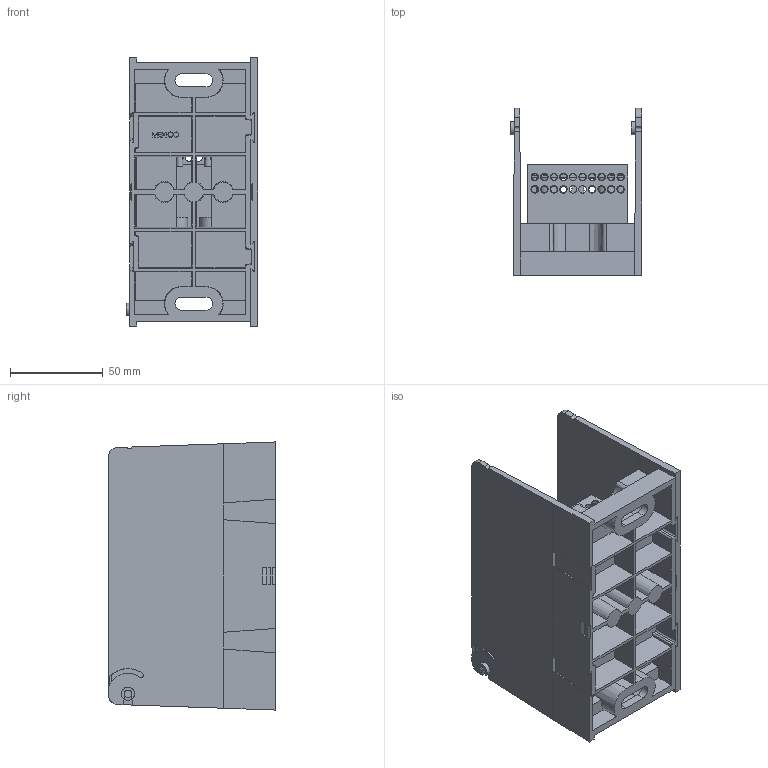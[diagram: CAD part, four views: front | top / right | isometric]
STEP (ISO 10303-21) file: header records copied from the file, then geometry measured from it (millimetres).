
FILE_DESCRIPTION (( 'STEP AP214' ), '1' );
FILE_NAME ('702020revA-1P.STEP', '2017-05-03T14:38:45', ( '' ), ( '' ), 'SwSTEP 2.0', 'SolidWorks 2016', '' );
FILE_SCHEMA (( 'AUTOMOTIVE_DESIGN' ));
Length unit declared in the file: inch
Products named in the file (1): 702020revA-1P
Bounding box: 71.25 x 90.17 x 144.78 mm (x, y, z)
Surface area: 106876.9 mm2 (no closed solid volume)
Topology: 0 solids, 26 shells, 428 faces, 1572 edges, 1087 vertices
Faces by surface type: plane 245, cone 99, cylinder 84
Full cylindrical faces by diameter (mm): 3.581 x26, 4.064 x1, 4.166 x2, 7.112 x1, 11.125 x2, 12.7 x2
Entity records: 23450 total; most frequent: CARTESIAN_POINT 5937, ORIENTED_EDGE 2270, DIRECTION 2242, EDGE_CURVE 1428, VERTEX_POINT 1040, VECTOR 810, LINE 810, AXIS2_PLACEMENT_3D 716
